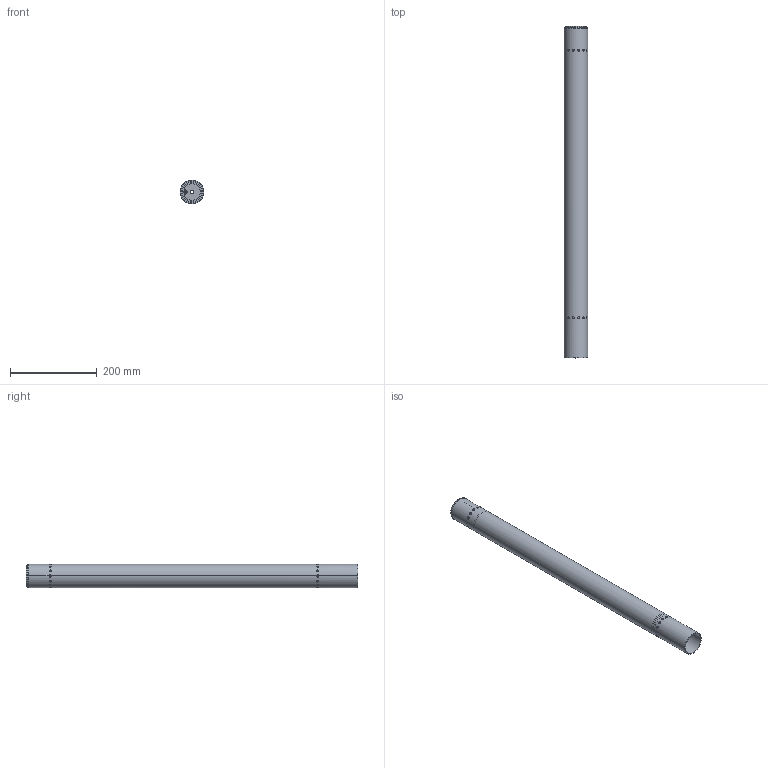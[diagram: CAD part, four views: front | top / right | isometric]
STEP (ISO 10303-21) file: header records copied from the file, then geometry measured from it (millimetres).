
FILE_DESCRIPTION(('CATIA V5 STEP Exchange','CAx-IF Rec.Pracs.--- Model Styling and Organization---1.4--- 2014-01-23','CAx-IF Rec.Pracs.---3D Tessellated Data Validation Properties---0.5---2014-09-14'),'2;1');
FILE_NAME('Motor.stp','2025-06-24T00:57:44+00:00',('none'),('none'),'CATIA Version 5-6 Release 2019 SP6','CATIA V5 STEP AP242 v1','none');
FILE_SCHEMA(('AP242_MANAGED_MODEL_BASED_3D_ENGINEERING_MIM_LF {1 0 10303 442 1 1 4}'));
Length unit declared in the file: millimetre
Products named in the file (14): 54mm motor casing; Forward Closure; Liner; Casing; Nozzle; Copy (1) of Retaining Ring; 9452K136_Oil-Resistant Buna-N O-Ring; 9452K138_Oil-Resistant Buna-N O-Ring; 91375A438_Alloy Steel Cup-Point Set Screw; Gathered 91375A438_Alloy Steel Cup-Point Set Screw on CircPattern.1; Propellent Grain; Copy (1) of Propellent Grain; Expansion Cone; 92623A250_Spiral External Retaining Ring
Assembly tree (28 placements, depth 3):
  54mm motor casing
    Forward Closure
    Liner
    Casing
    Nozzle
    Copy (1) of Retaining Ring
    9452K136_Oil-Resistant Buna-N O-Ring
    9452K138_Oil-Resistant Buna-N O-Ring
    91375A438_Alloy Steel Cup-Point Set Screw
    Gathered 91375A438_Alloy Steel Cup-Point Set Screw on CircPattern.1
      91375A438_Alloy Steel Cup-Point Set Screw  x13
    Propellent Grain  x2
    Copy (1) of Propellent Grain  x2
    Expansion Cone
    92623A250_Spiral External Retaining Ring
Bounding box: 55 x 767.01 x 54.88 mm (x, y, z)
Volume: 1267174.5 mm3; surface area: 616546.8 mm2
Topology: 27 solids, 27 shells, 3315 faces, 7383 edges, 4122 vertices
Faces by surface type: bspline 2622, cylinder 325, cone 190, plane 166, torus 12
Entity records: 12435 total; most frequent: CARTESIAN_POINT 5433, ORIENTED_EDGE 1870, EDGE_CURVE 935, DIRECTION 716, VERTEX_POINT 557, EDGE_LOOP 482, ADVANCED_FACE 404, FACE_OUTER_BOUND 404
